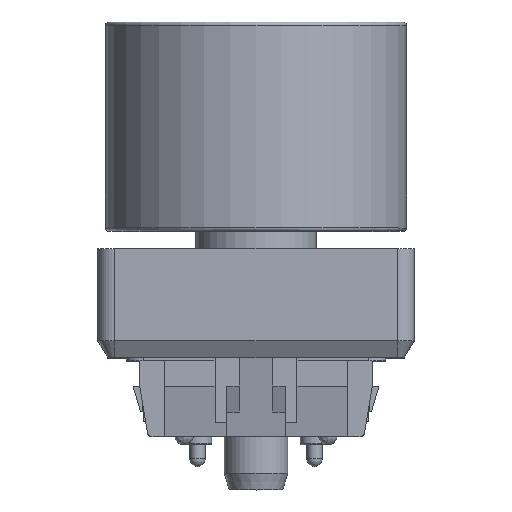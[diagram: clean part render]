
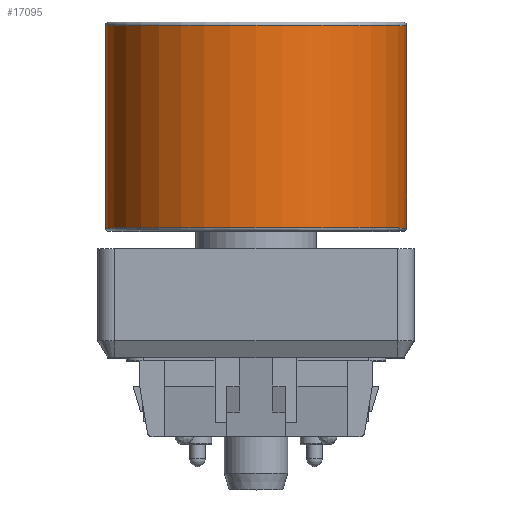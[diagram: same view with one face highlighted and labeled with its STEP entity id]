
A CAD part, top view. The second image highlights one B-rep face of the part: STEP entity #17095.
In plain terms, the highlighted cylindrical face has radius 9 mm (diameter 18 mm), a full revolution.
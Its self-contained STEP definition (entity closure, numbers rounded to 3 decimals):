
#1970=FACE_OUTER_BOUND('',#2959,.T.);
#2959=EDGE_LOOP('',(#15857,#15858,#15859,#15860,#15861,#15862));
#4752=LINE('',#29549,#6529);
#6529=VECTOR('',#23203,9.);
#6977=CIRCLE('',#18592,9.);
#6979=CIRCLE('',#18594,9.);
#6980=CIRCLE('',#18596,9.);
#6981=CIRCLE('',#18597,9.);
#8545=VERTEX_POINT('',#29540);
#8546=VERTEX_POINT('',#29541);
#8547=VERTEX_POINT('',#29546);
#8548=VERTEX_POINT('',#29547);
#10985=EDGE_CURVE('',#8545,#8546,#6977,.T.);
#10987=EDGE_CURVE('',#8546,#8545,#6979,.T.);
#10988=EDGE_CURVE('',#8547,#8548,#6980,.T.);
#10989=EDGE_CURVE('',#8547,#8545,#4752,.T.);
#10990=EDGE_CURVE('',#8548,#8547,#6981,.T.);
#15857=ORIENTED_EDGE('',*,*,#10988,.F.);
#15858=ORIENTED_EDGE('',*,*,#10989,.T.);
#15859=ORIENTED_EDGE('',*,*,#10987,.F.);
#15860=ORIENTED_EDGE('',*,*,#10985,.F.);
#15861=ORIENTED_EDGE('',*,*,#10989,.F.);
#15862=ORIENTED_EDGE('',*,*,#10990,.F.);
#16172=CYLINDRICAL_SURFACE('',#18595,9.);
#17095=ADVANCED_FACE('',(#1970),#16172,.T.);
#18592=AXIS2_PLACEMENT_3D('',#29542,#23193,#23194);
#18594=AXIS2_PLACEMENT_3D('',#29544,#23197,#23198);
#18595=AXIS2_PLACEMENT_3D('',#29545,#23199,#23200);
#18596=AXIS2_PLACEMENT_3D('',#29548,#23201,#23202);
#18597=AXIS2_PLACEMENT_3D('',#29550,#23204,#23205);
#23193=DIRECTION('center_axis',(0.,-1.,0.));
#23194=DIRECTION('ref_axis',(1.,0.,0.));
#23197=DIRECTION('center_axis',(0.,-1.,0.));
#23198=DIRECTION('ref_axis',(1.,0.,0.));
#23199=DIRECTION('center_axis',(0.,1.,0.));
#23200=DIRECTION('ref_axis',(1.,0.,0.));
#23201=DIRECTION('center_axis',(0.,1.,0.));
#23202=DIRECTION('ref_axis',(1.,0.,0.));
#23203=DIRECTION('',(0.,-1.,0.));
#23204=DIRECTION('center_axis',(0.,1.,0.));
#23205=DIRECTION('ref_axis',(1.,0.,0.));
#29540=CARTESIAN_POINT('',(-9.,0.2,0.));
#29541=CARTESIAN_POINT('',(0.,0.2,-9.));
#29542=CARTESIAN_POINT('Origin',(0.,0.2,0.));
#29544=CARTESIAN_POINT('Origin',(0.,0.2,0.));
#29545=CARTESIAN_POINT('Origin',(0.,0.,0.));
#29546=CARTESIAN_POINT('',(-9.,12.3,0.));
#29547=CARTESIAN_POINT('',(0.,12.3,-9.));
#29548=CARTESIAN_POINT('Origin',(0.,12.3,0.));
#29549=CARTESIAN_POINT('',(-9.,0.,0.));
#29550=CARTESIAN_POINT('Origin',(0.,12.3,0.));
